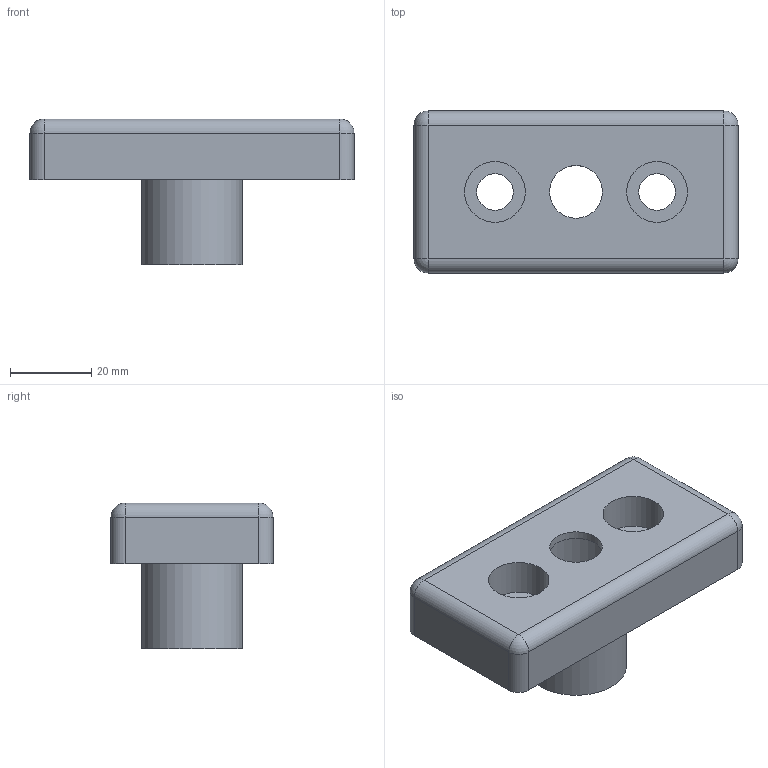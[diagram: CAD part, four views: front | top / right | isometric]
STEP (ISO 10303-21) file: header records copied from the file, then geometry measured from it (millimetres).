
FILE_DESCRIPTION((''),'2;1');
FILE_NAME('SL0300S.ipt.step','2007-09-10T15:14:00',(''),(''),'Autodesk Inventor 11','Autodesk Inventor 11','');
FILE_SCHEMA(('AUTOMOTIVE_DESIGN { 1 0 10303 214 1 1 1 1 }'));
Length unit declared in the file: millimetre
Products named in the file (1): SL0300S
Bounding box: 80 x 40 x 36 mm (x, y, z)
Volume: 40332.5 mm3; surface area: 14273.5 mm2
Topology: 1 solids, 1 shells, 29 faces, 61 edges, 34 vertices
Faces by surface type: cylinder 11, plane 8, bspline 6, sphere 4
Full cylindrical faces by diameter (mm): 13 x1, 22 x1, 24.9 x1
Entity records: 797 total; most frequent: CARTESIAN_POINT 188, DIRECTION 128, ORIENTED_EDGE 100, AXIS2_PLACEMENT_3D 54, EDGE_CURVE 50, EDGE_LOOP 46, VERTEX_POINT 34, CIRCLE 30
